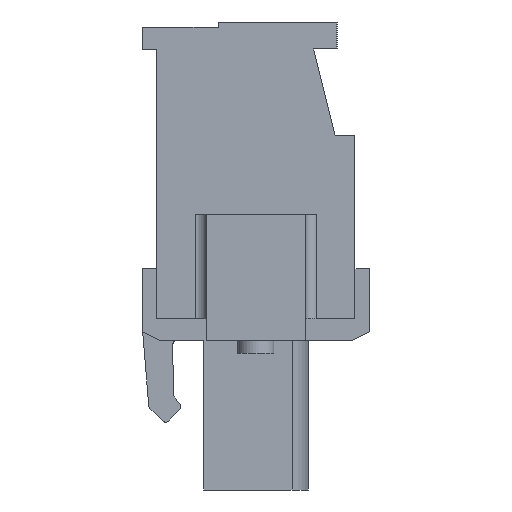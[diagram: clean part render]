
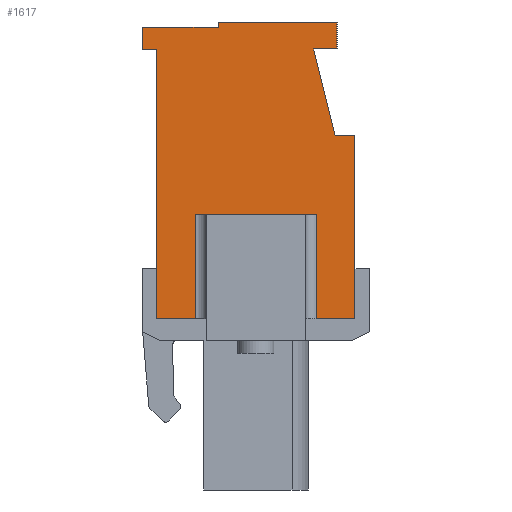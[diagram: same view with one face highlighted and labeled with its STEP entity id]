
A CAD part, left-side view. The second image highlights one B-rep face of the part: STEP entity #1617.
In plain terms, the highlighted planar face has unit normal (-1, 0, 0).
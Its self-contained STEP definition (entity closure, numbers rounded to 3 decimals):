
#1617 = ADVANCED_FACE( '', ( #3749 ), #3750, .T. );
#3749 = FACE_OUTER_BOUND( '', #6557, .T. );
#3750 = PLANE( '', #6558 );
#6557 = EDGE_LOOP( '', ( #10551, #10552, #10553, #10554, #10555, #10556, #10557, #10558, #10559, #10560, #10561, #10562, #10563, #10564, #10565, #10566 ) );
#6558 = AXIS2_PLACEMENT_3D( '', #10567, #10568, #10569 );
#10551 = ORIENTED_EDGE( '', *, *, #18277, .T. );
#10552 = ORIENTED_EDGE( '', *, *, #18278, .T. );
#10553 = ORIENTED_EDGE( '', *, *, #18279, .T. );
#10554 = ORIENTED_EDGE( '', *, *, #18280, .T. );
#10555 = ORIENTED_EDGE( '', *, *, #18281, .T. );
#10556 = ORIENTED_EDGE( '', *, *, #18282, .T. );
#10557 = ORIENTED_EDGE( '', *, *, #18283, .T. );
#10558 = ORIENTED_EDGE( '', *, *, #18284, .T. );
#10559 = ORIENTED_EDGE( '', *, *, #18285, .T. );
#10560 = ORIENTED_EDGE( '', *, *, #18286, .T. );
#10561 = ORIENTED_EDGE( '', *, *, #17241, .T. );
#10562 = ORIENTED_EDGE( '', *, *, #17934, .T. );
#10563 = ORIENTED_EDGE( '', *, *, #17845, .T. );
#10564 = ORIENTED_EDGE( '', *, *, #18287, .T. );
#10565 = ORIENTED_EDGE( '', *, *, #18288, .T. );
#10566 = ORIENTED_EDGE( '', *, *, #18289, .T. );
#10567 = CARTESIAN_POINT( '', ( -17.5, 0., 0. ) );
#10568 = DIRECTION( '', ( -1., 0., 0. ) );
#10569 = DIRECTION( '', ( 0., 0., 1. ) );
#17241 = EDGE_CURVE( '', #20655, #20656, #20657, .T. );
#17845 = EDGE_CURVE( '', #21721, #21722, #21723, .T. );
#17934 = EDGE_CURVE( '', #20656, #21721, #21875, .T. );
#18277 = EDGE_CURVE( '', #22446, #22447, #22448, .T. );
#18278 = EDGE_CURVE( '', #22447, #22449, #22450, .T. );
#18279 = EDGE_CURVE( '', #22449, #22451, #22452, .T. );
#18280 = EDGE_CURVE( '', #22451, #22453, #22454, .T. );
#18281 = EDGE_CURVE( '', #22453, #22455, #22456, .T. );
#18282 = EDGE_CURVE( '', #22455, #22457, #22458, .T. );
#18283 = EDGE_CURVE( '', #22457, #22459, #22460, .T. );
#18284 = EDGE_CURVE( '', #22459, #22461, #22462, .T. );
#18285 = EDGE_CURVE( '', #22461, #22463, #22464, .T. );
#18286 = EDGE_CURVE( '', #22463, #20655, #22465, .T. );
#18287 = EDGE_CURVE( '', #21722, #22466, #22467, .T. );
#18288 = EDGE_CURVE( '', #22466, #22468, #22469, .T. );
#18289 = EDGE_CURVE( '', #22468, #22446, #22470, .T. );
#20655 = VERTEX_POINT( '', #25683 );
#20656 = VERTEX_POINT( '', #25684 );
#20657 = LINE( '', #25685, #25686 );
#21721 = VERTEX_POINT( '', #27227 );
#21722 = VERTEX_POINT( '', #27228 );
#21723 = LINE( '', #27229, #27230 );
#21875 = LINE( '', #27444, #27445 );
#22446 = VERTEX_POINT( '', #28291 );
#22447 = VERTEX_POINT( '', #28292 );
#22448 = LINE( '', #28293, #28294 );
#22449 = VERTEX_POINT( '', #28295 );
#22450 = LINE( '', #28296, #28297 );
#22451 = VERTEX_POINT( '', #28298 );
#22452 = LINE( '', #28299, #28300 );
#22453 = VERTEX_POINT( '', #28301 );
#22454 = LINE( '', #28302, #28303 );
#22455 = VERTEX_POINT( '', #28304 );
#22456 = LINE( '', #28305, #28306 );
#22457 = VERTEX_POINT( '', #28307 );
#22458 = LINE( '', #28308, #28309 );
#22459 = VERTEX_POINT( '', #28310 );
#22460 = LINE( '', #28311, #28312 );
#22461 = VERTEX_POINT( '', #28313 );
#22462 = LINE( '', #28314, #28315 );
#22463 = VERTEX_POINT( '', #28316 );
#22464 = LINE( '', #28317, #28318 );
#22465 = LINE( '', #28319, #28320 );
#22466 = VERTEX_POINT( '', #28321 );
#22467 = LINE( '', #28322, #28323 );
#22468 = VERTEX_POINT( '', #28324 );
#22469 = LINE( '', #28325, #28326 );
#22470 = LINE( '', #28327, #28328 );
#25683 = CARTESIAN_POINT( '', ( -17.5, -4.5, 9.025 ) );
#25684 = CARTESIAN_POINT( '', ( -17.5, 2.1, 9.025 ) );
#25685 = CARTESIAN_POINT( '', ( -17.5, -4.5, 9.025 ) );
#25686 = VECTOR( '', #32838, 1000. );
#27227 = CARTESIAN_POINT( '', ( -17.5, 2.1, 8.725 ) );
#27228 = CARTESIAN_POINT( '', ( -17.5, 6.3, 8.725 ) );
#27229 = CARTESIAN_POINT( '', ( -17.5, 2.1, 8.725 ) );
#27230 = VECTOR( '', #33388, 1000. );
#27444 = CARTESIAN_POINT( '', ( -17.5, 2.1, 9.025 ) );
#27445 = VECTOR( '', #33475, 1000. );
#28291 = CARTESIAN_POINT( '', ( -17.5, 5.5, -7.475 ) );
#28292 = CARTESIAN_POINT( '', ( -17.5, 3.35, -7.475 ) );
#28293 = CARTESIAN_POINT( '', ( -17.5, 5.5, -7.475 ) );
#28294 = VECTOR( '', #33805, 1000. );
#28295 = CARTESIAN_POINT( '', ( -17.5, 3.35, -1.675 ) );
#28296 = CARTESIAN_POINT( '', ( -17.5, 3.35, -1.675 ) );
#28297 = VECTOR( '', #33806, 1000. );
#28298 = CARTESIAN_POINT( '', ( -17.5, -3.35, -1.675 ) );
#28299 = CARTESIAN_POINT( '', ( -17.5, 2.75, -1.675 ) );
#28300 = VECTOR( '', #33807, 1000. );
#28301 = CARTESIAN_POINT( '', ( -17.5, -3.35, -7.475 ) );
#28302 = CARTESIAN_POINT( '', ( -17.5, -3.35, -7.475 ) );
#28303 = VECTOR( '', #33808, 1000. );
#28304 = CARTESIAN_POINT( '', ( -17.5, -5.5, -7.475 ) );
#28305 = CARTESIAN_POINT( '', ( -17.5, 5.5, -7.475 ) );
#28306 = VECTOR( '', #33809, 1000. );
#28307 = CARTESIAN_POINT( '', ( -17.5, -5.5, 2.725 ) );
#28308 = CARTESIAN_POINT( '', ( -17.5, -5.5, -7.475 ) );
#28309 = VECTOR( '', #33810, 1000. );
#28310 = CARTESIAN_POINT( '', ( -17.5, -4.4, 2.725 ) );
#28311 = CARTESIAN_POINT( '', ( -17.5, -5.5, 2.725 ) );
#28312 = VECTOR( '', #33811, 1000. );
#28313 = CARTESIAN_POINT( '', ( -17.5, -3.2, 7.525 ) );
#28314 = CARTESIAN_POINT( '', ( -17.5, -4.4, 2.725 ) );
#28315 = VECTOR( '', #33812, 1000. );
#28316 = CARTESIAN_POINT( '', ( -17.5, -4.5, 7.525 ) );
#28317 = CARTESIAN_POINT( '', ( -17.5, -3.2, 7.525 ) );
#28318 = VECTOR( '', #33813, 1000. );
#28319 = CARTESIAN_POINT( '', ( -17.5, -4.5, 7.525 ) );
#28320 = VECTOR( '', #33814, 1000. );
#28321 = CARTESIAN_POINT( '', ( -17.5, 6.3, 7.475 ) );
#28322 = CARTESIAN_POINT( '', ( -17.5, 6.3, 8.725 ) );
#28323 = VECTOR( '', #33815, 1000. );
#28324 = CARTESIAN_POINT( '', ( -17.5, 5.5, 7.475 ) );
#28325 = CARTESIAN_POINT( '', ( -17.5, 6.3, 7.475 ) );
#28326 = VECTOR( '', #33816, 1000. );
#28327 = CARTESIAN_POINT( '', ( -17.5, 5.5, 7.475 ) );
#28328 = VECTOR( '', #33817, 1000. );
#32838 = DIRECTION( '', ( 0., 1., 0. ) );
#33388 = DIRECTION( '', ( 0., 1., 0. ) );
#33475 = DIRECTION( '', ( 0., 0., -1. ) );
#33805 = DIRECTION( '', ( 0., -1., 0. ) );
#33806 = DIRECTION( '', ( 0., 0., 1. ) );
#33807 = DIRECTION( '', ( 0., -1., 0. ) );
#33808 = DIRECTION( '', ( 0., 0., -1. ) );
#33809 = DIRECTION( '', ( 0., -1., 0. ) );
#33810 = DIRECTION( '', ( 0., 0., 1. ) );
#33811 = DIRECTION( '', ( 0., 1., 0. ) );
#33812 = DIRECTION( '', ( 0., 0.243, 0.97 ) );
#33813 = DIRECTION( '', ( 0., -1., 0. ) );
#33814 = DIRECTION( '', ( 0., 0., 1. ) );
#33815 = DIRECTION( '', ( 0., 0., -1. ) );
#33816 = DIRECTION( '', ( 0., -1., 0. ) );
#33817 = DIRECTION( '', ( 0., 0., -1. ) );
